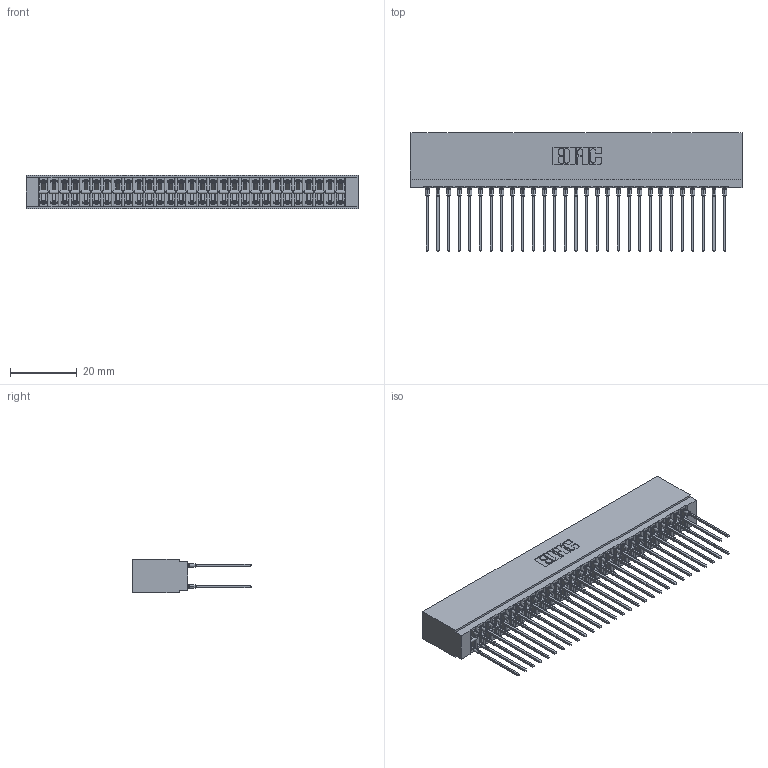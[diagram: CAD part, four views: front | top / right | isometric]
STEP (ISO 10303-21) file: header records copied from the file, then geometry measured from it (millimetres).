
FILE_DESCRIPTION (( 'STEP AP203' ), '1' );
FILE_NAME ('746-058-541-601.STEP', '2026-02-27T20:09:06', ( '' ), ( '' ), 'SwSTEP 2.0', 'SolidWorks 2023', '' );
FILE_SCHEMA (( 'CONFIG_CONTROL_DESIGN' ));
Length unit declared in the file: millimetre
Products named in the file (3): 746-058-541-601; 746-292-001_541; 746 Part_.340 Slot Depth - 01
Assembly tree (59 placements, depth 2):
  746-058-541-601
    746 Part_.340 Slot Depth - 01
    746-292-001_541  x58
Bounding box: 99.31 x 35.42 x 9.91 mm (x, y, z)
Volume: 11810.2 mm3; surface area: 18609.6 mm2
Topology: 59 solids, 59 shells, 5288 faces, 14531 edges, 9252 vertices
Faces by surface type: plane 2723, bspline 1160, cylinder 1057, torus 348
Entity records: 46583 total; most frequent: CARTESIAN_POINT 9375, ORIENTED_EDGE 7972, DIRECTION 6678, EDGE_CURVE 3986, VECTOR 3512, LINE 3512, VERTEX_POINT 2640, AXIS2_PLACEMENT_3D 1583
